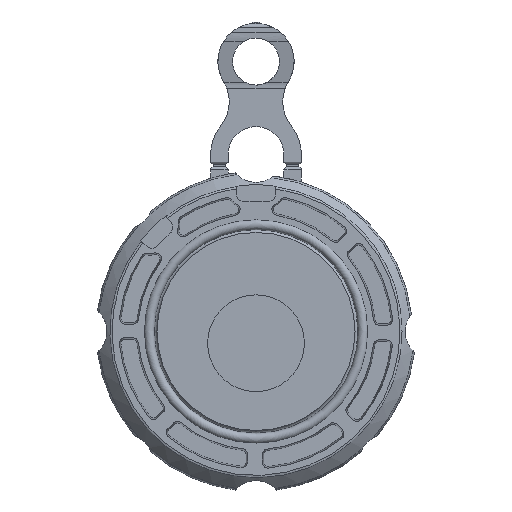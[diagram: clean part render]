
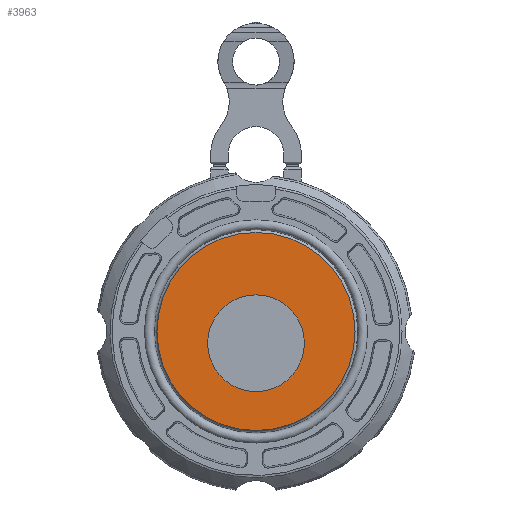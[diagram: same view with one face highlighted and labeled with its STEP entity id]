
A CAD part, left-side view. The second image highlights one B-rep face of the part: STEP entity #3963.
In plain terms, the highlighted planar face has unit normal (-1, 0, 0).
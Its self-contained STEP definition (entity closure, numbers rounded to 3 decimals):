
#3144=CARTESIAN_POINT('',(-9.0,0.,33.75));
#3145=VERTEX_POINT('',#3144);
#3146=CARTESIAN_POINT('',(-9.0,0.0,0.0));
#3147=DIRECTION('',(-1.0,0.0,0.0));
#3148=DIRECTION('',(0.0,0.0,-1.0));
#3149=AXIS2_PLACEMENT_3D('',#3146,#3147,#3148);
#3150=CIRCLE('',#3149,33.75);
#3151=EDGE_CURVE('',#3145,#3145,#3150,.T.);
#3561=CARTESIAN_POINT('',(-9.0,0.,12.5));
#3562=VERTEX_POINT('',#3561);
#3563=CARTESIAN_POINT('',(-9.0,0.0,-4.0));
#3564=DIRECTION('',(1.0,0.0,0.0));
#3565=DIRECTION('',(0.0,0.0,-1.0));
#3566=AXIS2_PLACEMENT_3D('',#3563,#3564,#3565);
#3567=CIRCLE('',#3566,16.5);
#3568=EDGE_CURVE('',#3562,#3562,#3567,.T.);
#3952=CARTESIAN_POINT('',(-9.0,-24.543,0.0));
#3953=DIRECTION('',(-1.0,0.0,0.0));
#3954=DIRECTION('',(0.0,0.0,1.0));
#3955=AXIS2_PLACEMENT_3D('',#3952,#3953,#3954);
#3956=PLANE('',#3955);
#3957=ORIENTED_EDGE('',*,*,#3151,.T.);
#3958=EDGE_LOOP('',(#3957));
#3959=FACE_OUTER_BOUND('',#3958,.T.);
#3960=ORIENTED_EDGE('',*,*,#3568,.T.);
#3961=EDGE_LOOP('',(#3960));
#3962=FACE_BOUND('',#3961,.T.);
#3963=ADVANCED_FACE('',(#3959,#3962),#3956,.T.);
